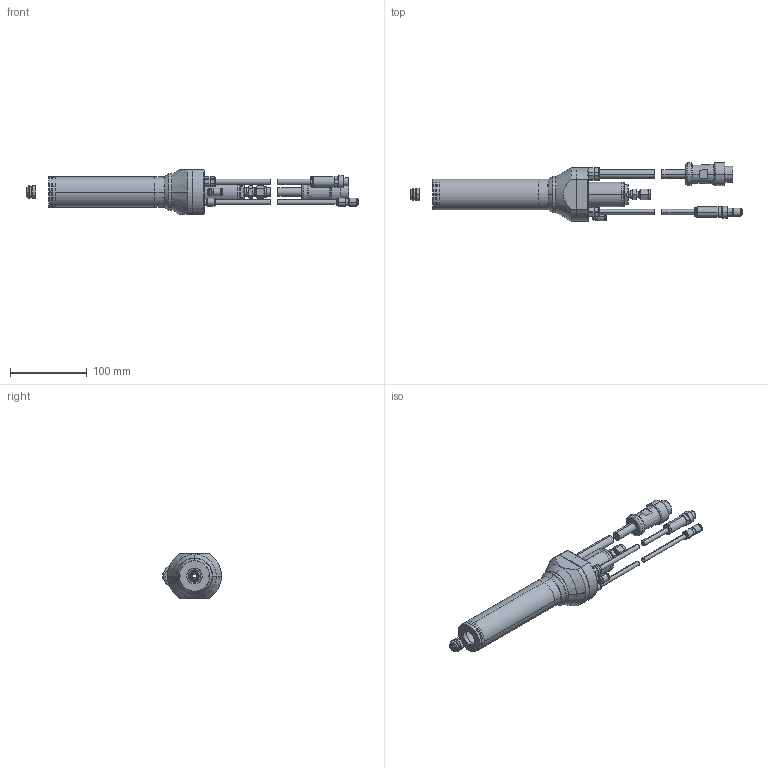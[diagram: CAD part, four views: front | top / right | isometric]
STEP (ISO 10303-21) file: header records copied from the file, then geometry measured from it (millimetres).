
FILE_DESCRIPTION (( 'STEP AP203' ), '1' );
FILE_NAME ('BMS-4040-MQL-CHK(-03M).STEP', '2021-03-29T05:02:24', ( '' ), ( '' ), 'SwSTEP 2.0', 'SolidWorks 2017', '' );
FILE_SCHEMA (( 'CONFIG_CONTROL_DESIGN' ));
Length unit declared in the file: millimetre
Products named in the file (1): BMS-4040-MQL-CHK(-03M)
Bounding box: 432.1 x 76.5 x 58 mm (x, y, z)
Volume: 119022.3 mm3; surface area: 116211.7 mm2
Topology: 30 solids, 30 shells, 895 faces, 2063 edges, 1271 vertices
Faces by surface type: cylinder 314, plane 290, cone 261, torus 23, bspline 4, sphere 3
Entity records: 30216 total; most frequent: CARTESIAN_POINT 9556, DIRECTION 4602, ORIENTED_EDGE 4074, EDGE_CURVE 2037, AXIS2_PLACEMENT_3D 1920, VERTEX_POINT 1271, CIRCLE 1028, EDGE_LOOP 1016
